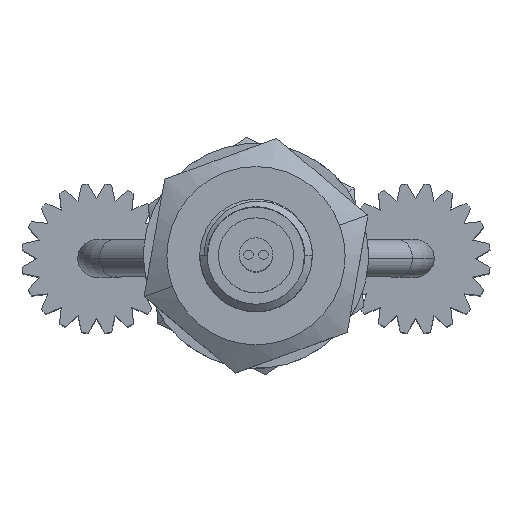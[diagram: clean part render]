
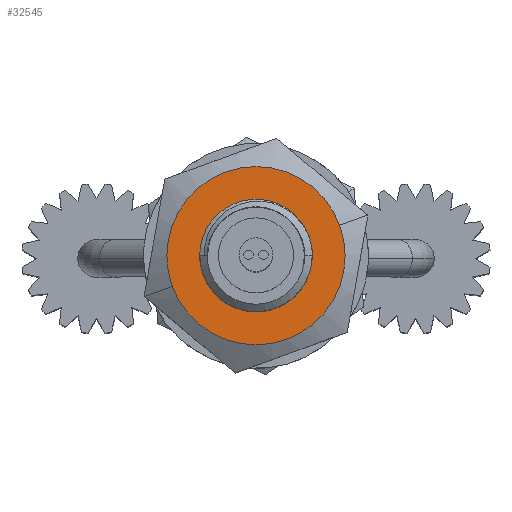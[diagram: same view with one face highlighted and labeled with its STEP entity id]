
A CAD part, top view. The second image highlights one B-rep face of the part: STEP entity #32545.
In plain terms, the highlighted face is planar.
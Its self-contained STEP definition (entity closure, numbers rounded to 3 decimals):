
#1256 = VERTEX_POINT ( 'NONE', #22132 ) ;
#2541 = CARTESIAN_POINT ( 'NONE',  ( 0., 0., -1.8 ) ) ;
#4229 = DIRECTION ( 'NONE',  ( 0., 0., -1. ) ) ;
#4494 = ORIENTED_EDGE ( 'NONE', *, *, #5390, .T. ) ;
#4683 = EDGE_CURVE ( 'NONE', #14735, #1256, #16858, .T. ) ;
#5390 = EDGE_CURVE ( 'NONE', #26466, #9165, #19961, .T. ) ;
#5443 = CARTESIAN_POINT ( 'NONE',  ( 0., 0., -1.8 ) ) ;
#5799 = DIRECTION ( 'NONE',  ( 0., 0., -1. ) ) ;
#6414 = FACE_OUTER_BOUND ( 'NONE', #26011, .T. ) ;
#7376 = EDGE_CURVE ( 'NONE', #9165, #26466, #18696, .T. ) ;
#7814 = CARTESIAN_POINT ( 'NONE',  ( -4.763, -2.75, -1.8 ) ) ;
#9165 = VERTEX_POINT ( 'NONE', #14460 ) ;
#9351 = DIRECTION ( 'NONE',  ( -1., 0., 0. ) ) ;
#9767 = DIRECTION ( 'NONE',  ( 0., 0., 1. ) ) ;
#10221 = DIRECTION ( 'NONE',  ( 0., 0., -1. ) ) ;
#12316 = AXIS2_PLACEMENT_3D ( 'NONE', #19153, #4229, #9351 ) ;
#13082 = ORIENTED_EDGE ( 'NONE', *, *, #33059, .T. ) ;
#13447 = CARTESIAN_POINT ( 'NONE',  ( -1.333, 0., -1.8 ) ) ;
#14460 = CARTESIAN_POINT ( 'NONE',  ( -2.375, 0., -1.8 ) ) ;
#14735 = VERTEX_POINT ( 'NONE', #13447 ) ;
#15141 = DIRECTION ( 'NONE',  ( -1., 0., 0. ) ) ;
#15272 = CARTESIAN_POINT ( 'NONE',  ( 2.375, 0., -1.8 ) ) ;
#15960 = CIRCLE ( 'NONE', #24493, 1.333 ) ;
#16858 = CIRCLE ( 'NONE', #26573, 1.333 ) ;
#18696 = CIRCLE ( 'NONE', #12316, 2.375 ) ;
#19153 = CARTESIAN_POINT ( 'NONE',  ( 0., 0., -1.8 ) ) ;
#19758 = DIRECTION ( 'NONE',  ( -1., 0., 0. ) ) ;
#19961 = CIRCLE ( 'NONE', #20146, 2.375 ) ;
#20146 = AXIS2_PLACEMENT_3D ( 'NONE', #2541, #10221, #15141 ) ;
#20704 = PLANE ( 'NONE',  #32594 ) ;
#20818 = DIRECTION ( 'NONE',  ( -1., 0., 0. ) ) ;
#21728 = ORIENTED_EDGE ( 'NONE', *, *, #4683, .T. ) ;
#22132 = CARTESIAN_POINT ( 'NONE',  ( 1.333, 0., -1.8 ) ) ;
#22320 = FACE_BOUND ( 'NONE', #30368, .T. ) ;
#23258 = DIRECTION ( 'NONE',  ( 0., 0., 1. ) ) ;
#24493 = AXIS2_PLACEMENT_3D ( 'NONE', #5443, #23258, #25830 ) ;
#25830 = DIRECTION ( 'NONE',  ( -1., 0., 0. ) ) ;
#26011 = EDGE_LOOP ( 'NONE', ( #4494, #28391 ) ) ;
#26466 = VERTEX_POINT ( 'NONE', #15272 ) ;
#26573 = AXIS2_PLACEMENT_3D ( 'NONE', #27144, #9767, #19758 ) ;
#27144 = CARTESIAN_POINT ( 'NONE',  ( 0., 0., -1.8 ) ) ;
#28391 = ORIENTED_EDGE ( 'NONE', *, *, #7376, .T. ) ;
#30368 = EDGE_LOOP ( 'NONE', ( #21728, #13082 ) ) ;
#32545 = ADVANCED_FACE ( 'NONE', ( #22320, #6414 ), #20704, .T. ) ;
#32594 = AXIS2_PLACEMENT_3D ( 'NONE', #7814, #5799, #20818 ) ;
#33059 = EDGE_CURVE ( 'NONE', #1256, #14735, #15960, .T. ) ;
